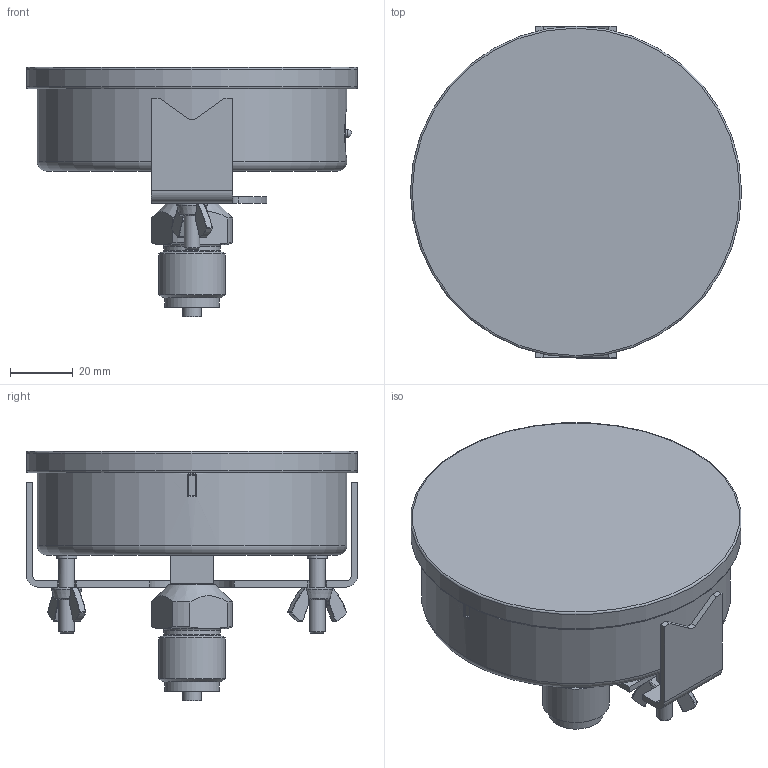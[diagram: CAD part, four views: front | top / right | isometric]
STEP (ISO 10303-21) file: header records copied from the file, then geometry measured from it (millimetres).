
FILE_DESCRIPTION(/* description */ (''),/* implementation_level */ '2;1');
FILE_NAME(/* name */ 'RF100EGly_D752_852XX752.stp',/* time_stamp */ '2018-01-25T09:35:38+01:00',/* author */ ('acgl'),/* organization */ (''),/* preprocessor_version */ 'ST-DEVELOPER v15.6',/* originating_system */ 'Autodesk Inventor 2015',/* authorisation */ '');
FILE_SCHEMA (('AUTOMOTIVE_DESIGN { 1 0 10303 214 3 1 1 }'));
Length unit declared in the file: centimetre
Products named in the file (1): RF100EGly_D752_852XX752
Bounding box: 105.8 x 106 x 79.6 mm (x, y, z)
Volume: 284591.4 mm3; surface area: 40867.3 mm2
Topology: 1 solids, 1 shells, 280 faces, 681 edges, 412 vertices
Faces by surface type: cylinder 100, torus 75, plane 73, bspline 14, cone 13, sphere 5
Full cylindrical faces by diameter (mm): 2.5 x1, 5 x4, 6 x1, 6.5 x2, 9.728 x1, 17.5 x1, 18 x1, 21.36 x1, 99 x1, 105.8 x1
Entity records: 8849 total; most frequent: CARTESIAN_POINT 2143, DIRECTION 1414, ORIENTED_EDGE 1278, EDGE_CURVE 639, AXIS2_PLACEMENT_3D 594, VERTEX_POINT 401, EDGE_LOOP 324, CIRCLE 323
